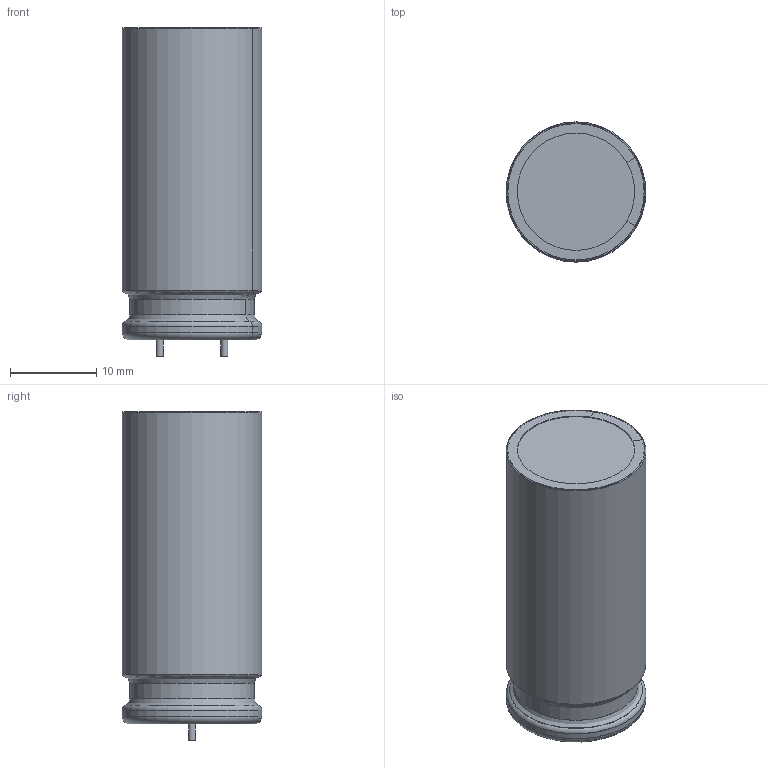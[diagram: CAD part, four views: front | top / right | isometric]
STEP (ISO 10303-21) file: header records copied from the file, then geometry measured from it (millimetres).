
FILE_DESCRIPTION(('FreeCAD Model'),'2;1');
FILE_NAME('CAPPR750-1600X3500.step', '2020-02-22T12:25:24',(''),(''),'Open CASCADE STEP processor 7.3', 'FreeCAD','Unknown');
FILE_SCHEMA(('AUTOMOTIVE_DESIGN { 1 0 10303 214 1 1 1 1 }'));
Length unit declared in the file: millimetre
Products named in the file (1): Compound004
Bounding box: 16.2 x 16.2 x 38.1 mm (x, y, z)
Volume: 7376.9 mm3; surface area: 6742.7 mm2
Topology: 7 solids, 7 shells, 88 faces, 630 edges, 1767 vertices
Faces by surface type: cylinder 27, plane 25, torus 23, bspline 13
Full cylindrical faces by diameter (mm): 0.8 x3, 1.8 x2, 2 x3, 12.8 x1, 14.2 x1, 15.2 x1, 16 x2
Entity records: 17350 total; most frequent: CARTESIAN_POINT 9285, DIRECTION 1299, AXIS2_PLACEMENT_3D 493, CIRCLE 463, GEOMETRIC_CURVE_SET 421, ORIENTED_EDGE 420, PCURVE 420, DEFINITIONAL_REPRESENTATION 420
